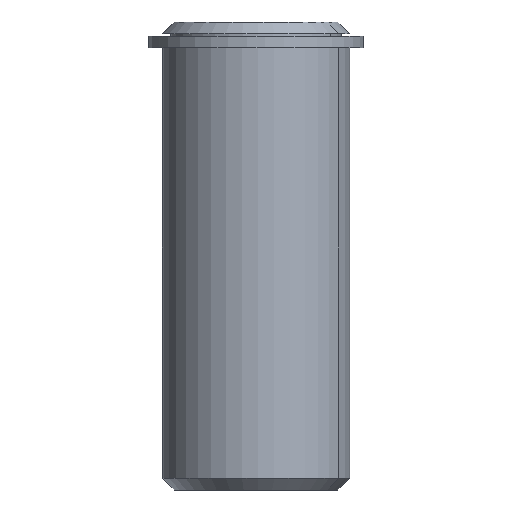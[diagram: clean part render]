
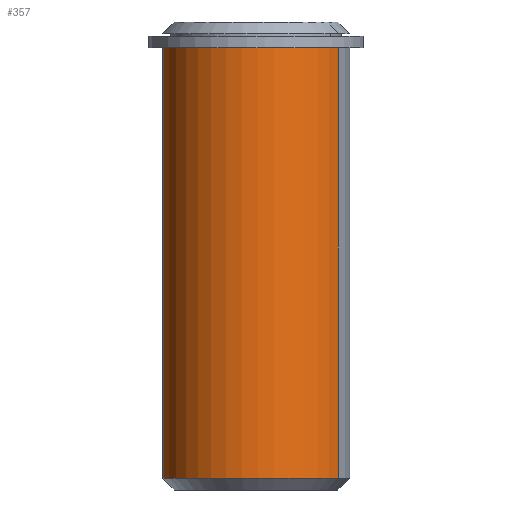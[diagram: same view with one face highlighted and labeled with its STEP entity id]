
A CAD part, front view. The second image highlights one B-rep face of the part: STEP entity #357.
In plain terms, the highlighted cylindrical face has radius 8 mm (diameter 16 mm), a partial arc.
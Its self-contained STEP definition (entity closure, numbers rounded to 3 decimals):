
#206=CARTESIAN_POINT('Vertex',(-7.021,3.835,-2.2)) ;
#208=CARTESIAN_POINT('Vertex',(7.021,-3.835,-2.2)) ;
#211=CARTESIAN_POINT('Axis2P3D Location',(0.,0.,-2.2)) ;
#315=CARTESIAN_POINT('Axis2P3D Location',(0.,0.,-20.)) ;
#320=CARTESIAN_POINT('Line Origine',(-7.021,3.835,-20.)) ;
#324=CARTESIAN_POINT('Vertex',(-7.021,3.835,-39.)) ;
#327=CARTESIAN_POINT('Line Origine',(7.021,-3.835,-20.)) ;
#331=CARTESIAN_POINT('Vertex',(7.021,-3.835,-39.)) ;
#346=CARTESIAN_POINT('Axis2P3D Location',(0.,0.,-39.)) ;
#212=DIRECTION('Axis2P3D Direction',(0.,0.,-1.)) ;
#316=DIRECTION('Axis2P3D Direction',(0.,0.,-1.)) ;
#317=DIRECTION('Axis2P3D XDirection',(-0.878,0.479,-0.)) ;
#321=DIRECTION('Vector Direction',(0.,0.,-1.)) ;
#328=DIRECTION('Vector Direction',(0.,0.,-1.)) ;
#347=DIRECTION('Axis2P3D Direction',(0.,0.,-1.)) ;
#213=AXIS2_PLACEMENT_3D('Circle Axis2P3D',#211,#212,$) ;
#318=AXIS2_PLACEMENT_3D('Cylinder Axis2P3D',#315,#316,#317) ;
#348=AXIS2_PLACEMENT_3D('Circle Axis2P3D',#346,#347,$) ;
#352=ORIENTED_EDGE('',*,*,#333,.T.) ;
#353=ORIENTED_EDGE('',*,*,#215,.T.) ;
#354=ORIENTED_EDGE('',*,*,#326,.F.) ;
#355=ORIENTED_EDGE('',*,*,#350,.F.) ;
#322=VECTOR('Line Direction',#321,1.) ;
#329=VECTOR('Line Direction',#328,1.) ;
#357=ADVANCED_FACE('PartBody',(#356),#319,.T.) ;
#214=CIRCLE('generated circle',#213,8.) ;
#349=CIRCLE('generated circle',#348,8.) ;
#319=CYLINDRICAL_SURFACE('generated cylinder',#318,8.) ;
#215=EDGE_CURVE('',#209,#207,#214,.T.) ;
#326=EDGE_CURVE('',#325,#207,#323,.F.) ;
#333=EDGE_CURVE('',#332,#209,#330,.F.) ;
#350=EDGE_CURVE('',#332,#325,#349,.T.) ;
#351=EDGE_LOOP('',(#352,#353,#354,#355)) ;
#356=FACE_OUTER_BOUND('',#351,.T.) ;
#323=LINE('Line',#320,#322) ;
#330=LINE('Line',#327,#329) ;
#207=VERTEX_POINT('',#206) ;
#209=VERTEX_POINT('',#208) ;
#325=VERTEX_POINT('',#324) ;
#332=VERTEX_POINT('',#331) ;
